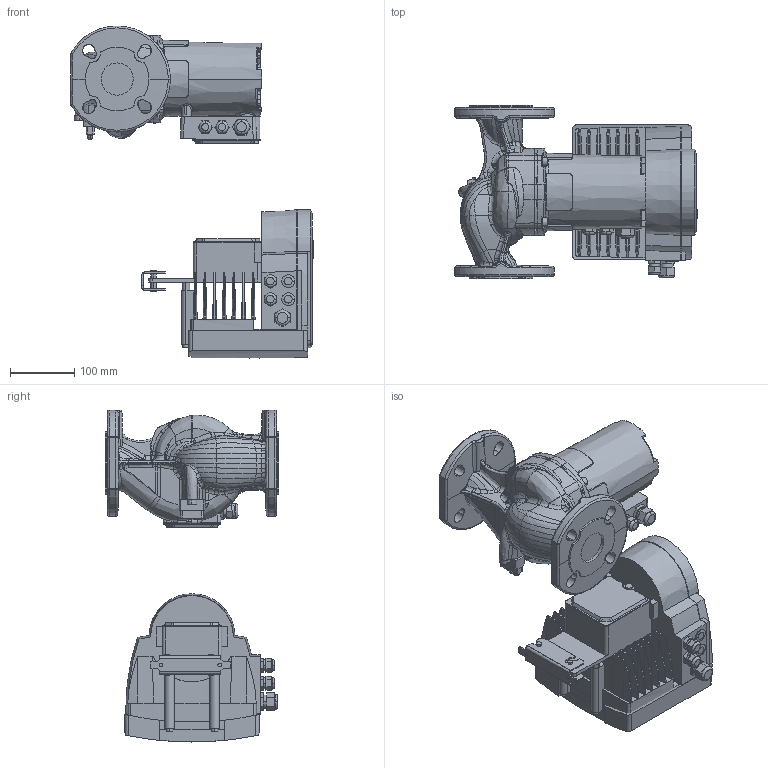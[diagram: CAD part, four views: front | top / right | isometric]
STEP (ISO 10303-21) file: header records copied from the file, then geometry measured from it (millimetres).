
FILE_DESCRIPTION (( 'STEP AP203' ), '1' );
FILE_NAME ('ModulA 50-12 270 GREEN.STEP', '2014-07-15T11:13:30', ( '' ), ( '' ), 'SwSTEP 2.0', 'SolidWorks 2011', '' );
FILE_SCHEMA (( 'CONFIG_CONTROL_DESIGN' ));
Length unit declared in the file: millimetre
Products named in the file (1): ModulA 50-12 270 GREEN
Bounding box: 376.7 x 270 x 516.14 mm (x, y, z)
Volume: 10382802.9 mm3; surface area: 1023285.5 mm2
Topology: 16 solids, 20 shells, 2153 faces, 5517 edges, 3445 vertices
Faces by surface type: bspline 845, plane 670, cylinder 416, cone 135, torus 55, sphere 32
Entity records: 137865 total; most frequent: CARTESIAN_POINT 93008, ORIENTED_EDGE 10956, DIRECTION 6660, EDGE_CURVE 5478, VERTEX_POINT 3445, AXIS2_PLACEMENT_3D 2333, EDGE_LOOP 2269, B_SPLINE_CURVE_WITH_KNOTS 2208
